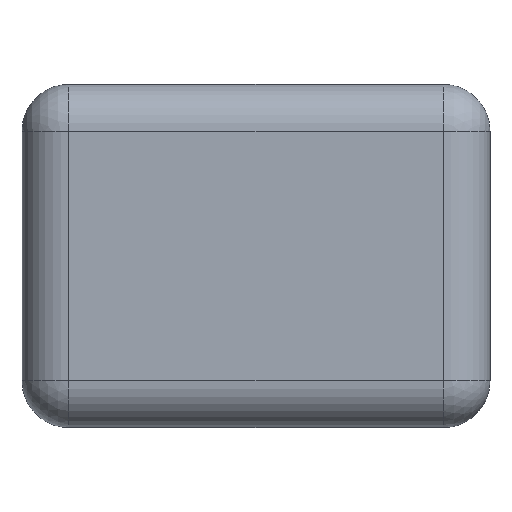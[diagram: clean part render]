
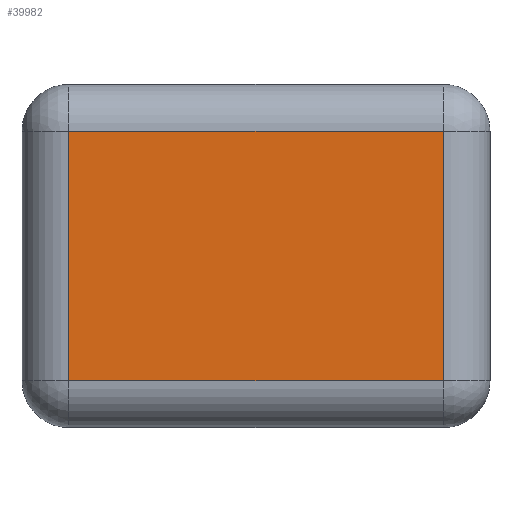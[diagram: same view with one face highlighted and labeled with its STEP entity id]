
A CAD part, front view. The second image highlights one B-rep face of the part: STEP entity #39982.
In plain terms, the highlighted planar face has unit normal (0, -1, 0).
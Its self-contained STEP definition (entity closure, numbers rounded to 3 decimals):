
#5438 = DIRECTION ( 'NONE',  ( 0., -1., 0. ) ) ;
#8122 = PLANE ( 'NONE',  #44436 ) ;
#14595 = DIRECTION ( 'NONE',  ( 1., 0., 0. ) ) ;
#14727 = EDGE_CURVE ( 'NONE', #35289, #42119, #93955, .T. ) ;
#16635 = VERTEX_POINT ( 'NONE', #74338 ) ;
#21759 = CARTESIAN_POINT ( 'NONE',  ( 321.098, -79.294, 294.098 ) ) ;
#22579 = LINE ( 'NONE', #96771, #94637 ) ;
#24232 = CARTESIAN_POINT ( 'NONE',  ( -321.098, -79.295, -294.098 ) ) ;
#26779 = ORIENTED_EDGE ( 'NONE', *, *, #134309, .T. ) ;
#28506 = VECTOR ( 'NONE', #83638, 1000. ) ;
#29425 = DIRECTION ( 'NONE',  ( 1., 0., 0. ) ) ;
#33183 = DIRECTION ( 'NONE',  ( 0., 0., -1. ) ) ;
#35289 = VERTEX_POINT ( 'NONE', #108038 ) ;
#39982 = ADVANCED_FACE ( 'NONE', ( #81655 ), #8122, .T. ) ;
#42119 = VERTEX_POINT ( 'NONE', #72416 ) ;
#44436 = AXIS2_PLACEMENT_3D ( 'NONE', #123589, #5438, #29425 ) ;
#48754 = VECTOR ( 'NONE', #33183, 1000. ) ;
#53484 = DIRECTION ( 'NONE',  ( -1., 0., 0. ) ) ;
#61291 = EDGE_LOOP ( 'NONE', ( #82335, #90837, #93626, #26779 ) ) ;
#72416 = CARTESIAN_POINT ( 'NONE',  ( 321.098, -79.294, 214.098 ) ) ;
#74338 = CARTESIAN_POINT ( 'NONE',  ( -321.098, -79.295, -214.098 ) ) ;
#81467 = EDGE_CURVE ( 'NONE', #42119, #126260, #22579, .T. ) ;
#81655 = FACE_OUTER_BOUND ( 'NONE', #61291, .T. ) ;
#81676 = VECTOR ( 'NONE', #14595, 1000. ) ;
#82335 = ORIENTED_EDGE ( 'NONE', *, *, #101223, .T. ) ;
#83638 = DIRECTION ( 'NONE',  ( 0., 0., 1. ) ) ;
#87438 = LINE ( 'NONE', #129350, #81676 ) ;
#90837 = ORIENTED_EDGE ( 'NONE', *, *, #14727, .T. ) ;
#93626 = ORIENTED_EDGE ( 'NONE', *, *, #81467, .T. ) ;
#93955 = LINE ( 'NONE', #21759, #28506 ) ;
#94637 = VECTOR ( 'NONE', #53484, 1000. ) ;
#96771 = CARTESIAN_POINT ( 'NONE',  ( 0., -79.294, 214.098 ) ) ;
#101223 = EDGE_CURVE ( 'NONE', #16635, #35289, #87438, .T. ) ;
#108038 = CARTESIAN_POINT ( 'NONE',  ( 321.098, -79.294, -214.098 ) ) ;
#108098 = LINE ( 'NONE', #24232, #48754 ) ;
#123589 = CARTESIAN_POINT ( 'NONE',  ( 0., -79.294, 0. ) ) ;
#126260 = VERTEX_POINT ( 'NONE', #128044 ) ;
#128044 = CARTESIAN_POINT ( 'NONE',  ( -321.098, -79.295, 214.098 ) ) ;
#129350 = CARTESIAN_POINT ( 'NONE',  ( 0., -79.294, -214.098 ) ) ;
#134309 = EDGE_CURVE ( 'NONE', #126260, #16635, #108098, .T. ) ;
